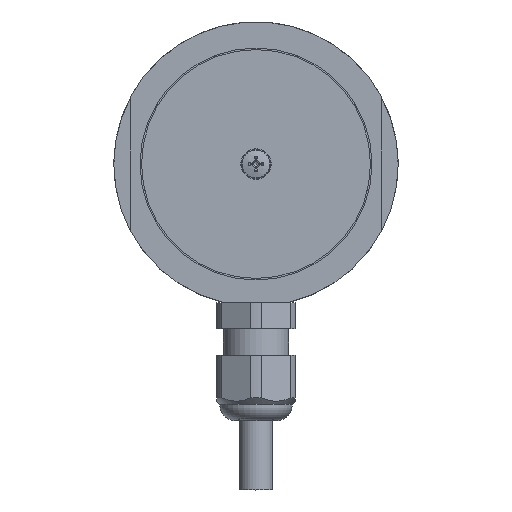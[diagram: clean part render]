
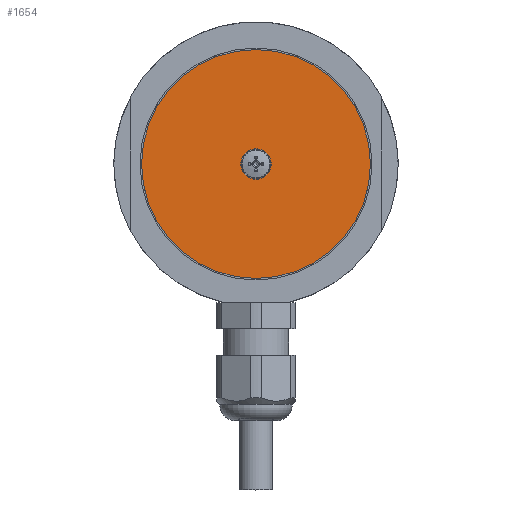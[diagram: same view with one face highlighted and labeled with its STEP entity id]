
A CAD part, top view. The second image highlights one B-rep face of the part: STEP entity #1654.
In plain terms, the highlighted planar face has unit normal (0, 0, 1).
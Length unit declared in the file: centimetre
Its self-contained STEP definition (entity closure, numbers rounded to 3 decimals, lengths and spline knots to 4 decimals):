
#109=FACE_BOUND('',#340,.T.);
#150=PLANE('',#1860);
#238=FACE_OUTER_BOUND('',#339,.T.);
#339=EDGE_LOOP('',(#1466));
#340=EDGE_LOOP('',(#1467));
#631=CIRCLE('',#1854,0.29);
#633=CIRCLE('',#1858,2.18);
#795=VERTEX_POINT('',#3048);
#797=VERTEX_POINT('',#3055);
#1025=EDGE_CURVE('',#795,#795,#631,.T.);
#1028=EDGE_CURVE('',#797,#797,#633,.T.);
#1466=ORIENTED_EDGE('',*,*,#1028,.T.);
#1467=ORIENTED_EDGE('',*,*,#1025,.T.);
#1654=ADVANCED_FACE('',(#238,#109),#150,.T.);
#1854=AXIS2_PLACEMENT_3D('',#3049,#2299,#2300);
#1858=AXIS2_PLACEMENT_3D('',#3056,#2308,#2309);
#1860=AXIS2_PLACEMENT_3D('',#3060,#2313,#2314);
#2299=DIRECTION('center_axis',(0.,0.,-1.));
#2300=DIRECTION('ref_axis',(-1.,0.,0.));
#2308=DIRECTION('center_axis',(0.,0.,1.));
#2309=DIRECTION('ref_axis',(-1.,0.,0.));
#2313=DIRECTION('center_axis',(0.,0.,1.));
#2314=DIRECTION('ref_axis',(1.,0.,0.));
#3048=CARTESIAN_POINT('',(0.131,-0.4986,2.125));
#3049=CARTESIAN_POINT('Origin',(-0.159,-0.4986,2.125));
#3055=CARTESIAN_POINT('',(2.021,-0.4986,2.125));
#3056=CARTESIAN_POINT('Origin',(-0.159,-0.4986,2.125));
#3060=CARTESIAN_POINT('Origin',(-0.159,-0.4986,2.125));
